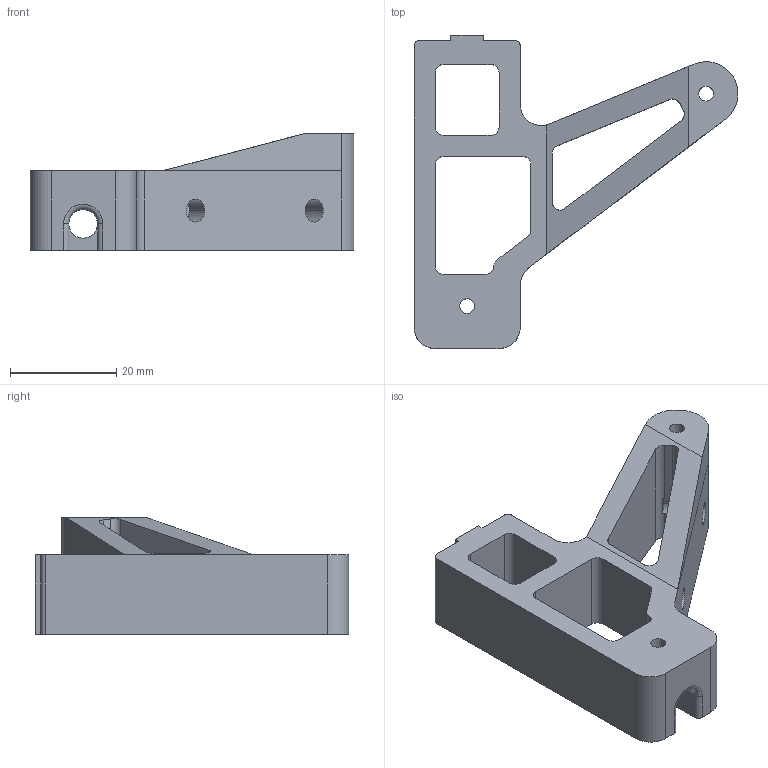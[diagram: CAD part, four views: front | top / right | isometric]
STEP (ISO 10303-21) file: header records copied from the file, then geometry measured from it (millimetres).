
FILE_DESCRIPTION (( 'STEP AP203' ), '1' );
FILE_NAME ('RootArm-A.STEP', '2022-03-24T02:36:18', ( '' ), ( '' ), 'SwSTEP 2.0', 'SolidWorks 2021', '' );
FILE_SCHEMA (( 'CONFIG_CONTROL_DESIGN' ));
Length unit declared in the file: millimetre
Products named in the file (1): RootArm-A
Bounding box: 60.98 x 59 x 22 mm (x, y, z)
Volume: 18509.2 mm3; surface area: 9767.6 mm2
Topology: 1 solids, 1 shells, 76 faces, 230 edges, 152 vertices
Faces by surface type: cylinder 39, plane 36, torus 1
Entity records: 2795 total; most frequent: CARTESIAN_POINT 592, ORIENTED_EDGE 460, DIRECTION 439, EDGE_CURVE 230, VERTEX_POINT 152, AXIS2_PLACEMENT_3D 151, VECTOR 137, LINE 137
